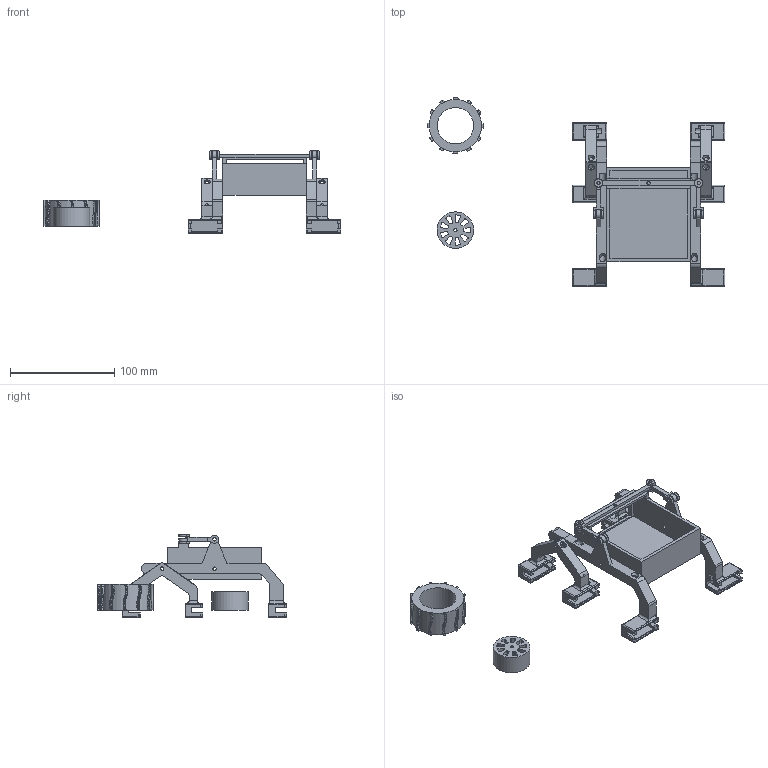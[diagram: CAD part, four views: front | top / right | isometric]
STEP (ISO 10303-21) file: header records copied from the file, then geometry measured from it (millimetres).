
FILE_DESCRIPTION(/* description */ (''),/* implementation_level */ '2;1');
FILE_NAME(/* name */ 'papaya-pathfinder-mini.step',/* time_stamp */ '2025-12-22T17:23:53+01:00',/* author */ (''),/* organization */ (''),/* preprocessor_version */ 'ST-DEVELOPER v20.1',/* originating_system */ 'Autodesk Translation Framework v14.21.0.0',/* authorisation */ '');
FILE_SCHEMA (('AUTOMOTIVE_DESIGN { 1 0 10303 214 3 1 1 }'));
Length unit declared in the file: millimetre
Products named in the file (1): 2025-12-05-22-43-50-470
Bounding box: 285 x 181 x 79.8 mm (x, y, z)
Volume: 135962.9 mm3; surface area: 105718.3 mm2
Topology: 22 solids, 22 shells, 832 faces, 2331 edges, 1526 vertices
Faces by surface type: plane 534, cylinder 246, bspline 48, torus 4
Full cylindrical faces by diameter (mm): 3.2 x26, 6 x26, 8 x2, 30 x1, 34.8 x1, 35 x1
Entity records: 31020 total; most frequent: CARTESIAN_POINT 9272, ORIENTED_EDGE 4746, DIRECTION 4177, EDGE_CURVE 2373, LINE 1679, VECTOR 1679, VERTEX_POINT 1588, AXIS2_PLACEMENT_3D 1249
